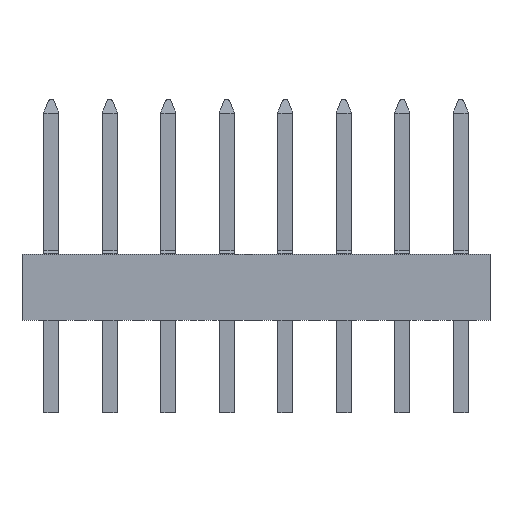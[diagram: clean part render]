
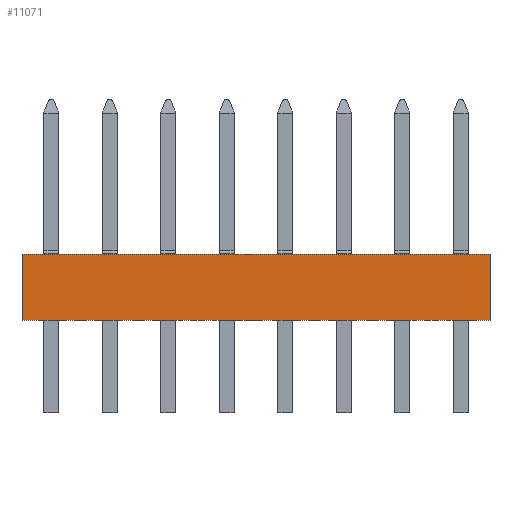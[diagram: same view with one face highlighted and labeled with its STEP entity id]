
A CAD part, front view. The second image highlights one B-rep face of the part: STEP entity #11071.
In plain terms, the highlighted planar face has unit normal (0, -1, 0).
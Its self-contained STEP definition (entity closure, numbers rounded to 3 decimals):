
#25=DIRECTION('',(1.,0.,0.));
#26=VECTOR('',#25,20.32);
#27=CARTESIAN_POINT('',(-10.16,-2.515,0.));
#28=LINE('',#27,#26);
#1425=DIRECTION('',(0.,0.,-1.));
#1426=VECTOR('',#1425,2.87);
#1427=CARTESIAN_POINT('',(-10.16,-2.515,0.));
#1428=LINE('',#1427,#1426);
#1429=DIRECTION('',(0.,0.,-1.));
#1430=VECTOR('',#1429,2.87);
#1431=CARTESIAN_POINT('',(10.16,-2.515,0.));
#1432=LINE('',#1431,#1430);
#1441=DIRECTION('',(1.,0.,0.));
#1442=VECTOR('',#1441,20.32);
#1443=CARTESIAN_POINT('',(-10.16,-2.515,-2.87));
#1444=LINE('',#1443,#1442);
#7814=CARTESIAN_POINT('',(-10.16,-2.515,0.));
#7816=VERTEX_POINT('',#7814);
#7817=CARTESIAN_POINT('',(10.16,-2.515,0.));
#7818=VERTEX_POINT('',#7817);
#7822=CARTESIAN_POINT('',(-10.16,-2.515,-2.87));
#7824=VERTEX_POINT('',#7822);
#7825=CARTESIAN_POINT('',(10.16,-2.515,-2.87));
#7826=VERTEX_POINT('',#7825);
#11058=CARTESIAN_POINT('',(-10.16,-2.515,0.));
#11059=DIRECTION('',(0.,-1.,0.));
#11060=DIRECTION('',(1.,0.,0.));
#11061=AXIS2_PLACEMENT_3D('',#11058,#11059,#11060);
#11062=PLANE('',#11061);
#11063=ORIENTED_EDGE('',*,*,#10296,.T.);
#11065=ORIENTED_EDGE('',*,*,#11064,.T.);
#11067=ORIENTED_EDGE('',*,*,#11066,.F.);
#11068=ORIENTED_EDGE('',*,*,#11049,.F.);
#11069=EDGE_LOOP('',(#11063,#11065,#11067,#11068));
#11070=FACE_OUTER_BOUND('',#11069,.F.);
#10296=EDGE_CURVE('',#7816,#7818,#28,.T.);
#11049=EDGE_CURVE('',#7816,#7824,#1428,.T.);
#11064=EDGE_CURVE('',#7818,#7826,#1432,.T.);
#11066=EDGE_CURVE('',#7824,#7826,#1444,.T.);
#11071=ADVANCED_FACE('',(#11070),#11062,.T.);
